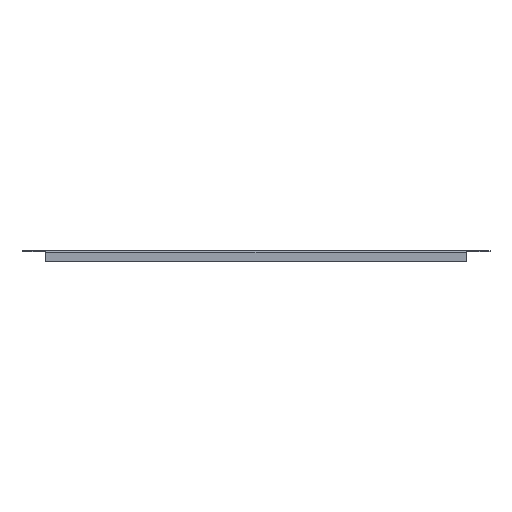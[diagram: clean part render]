
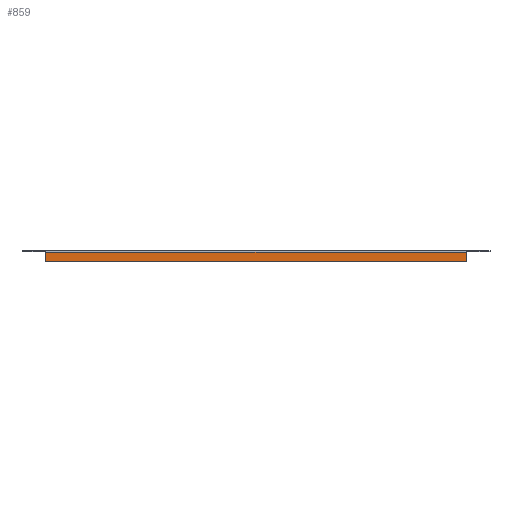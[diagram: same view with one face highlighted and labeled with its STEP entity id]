
A CAD part, left-side view. The second image highlights one B-rep face of the part: STEP entity #859.
In plain terms, the highlighted planar face has unit normal (-1, 0, 0).
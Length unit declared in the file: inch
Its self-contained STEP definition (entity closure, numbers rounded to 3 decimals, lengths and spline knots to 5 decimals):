
#80=LINE('',#1380,#168);
#81=LINE('',#1382,#169);
#82=LINE('',#1384,#170);
#83=LINE('',#1385,#171);
#168=VECTOR('',#1110,30.764);
#169=VECTOR('',#1111,0.66465);
#170=VECTOR('',#1112,30.764);
#171=VECTOR('',#1113,0.66465);
#203=PLANE('',#929);
#267=FACE_OUTER_BOUND('',#333,.T.);
#333=EDGE_LOOP('',(#725,#726,#727,#728));
#473=VERTEX_POINT('',#1378);
#474=VERTEX_POINT('',#1379);
#475=VERTEX_POINT('',#1381);
#476=VERTEX_POINT('',#1383);
#570=EDGE_CURVE('',#473,#474,#80,.T.);
#571=EDGE_CURVE('',#473,#475,#81,.T.);
#572=EDGE_CURVE('',#476,#475,#82,.T.);
#573=EDGE_CURVE('',#476,#474,#83,.T.);
#725=ORIENTED_EDGE('',*,*,#570,.F.);
#726=ORIENTED_EDGE('',*,*,#571,.T.);
#727=ORIENTED_EDGE('',*,*,#572,.F.);
#728=ORIENTED_EDGE('',*,*,#573,.T.);
#859=ADVANCED_FACE('',(#267),#203,.T.);
#929=AXIS2_PLACEMENT_3D('',#1377,#1108,#1109);
#1108=DIRECTION('center_axis',(-1.,0.,0.));
#1109=DIRECTION('ref_axis',(0.,0.,1.));
#1110=DIRECTION('',(0.,-1.,0.));
#1111=DIRECTION('',(0.,0.,-1.));
#1112=DIRECTION('',(0.,1.,0.));
#1113=DIRECTION('',(0.,0.,1.));
#1377=CARTESIAN_POINT('Origin',(0.,1.718,0.09375));
#1378=CARTESIAN_POINT('',(0.,32.482,-0.0156));
#1379=CARTESIAN_POINT('',(0.,1.718,-0.0156));
#1380=CARTESIAN_POINT('',(0.,1.718,-0.0156));
#1381=CARTESIAN_POINT('',(0.,32.482,-0.68025));
#1382=CARTESIAN_POINT('',(0.,32.482,-0.68025));
#1383=CARTESIAN_POINT('',(0.,1.718,-0.68025));
#1384=CARTESIAN_POINT('',(0.,1.718,-0.68025));
#1385=CARTESIAN_POINT('',(0.,1.718,-0.68025));
